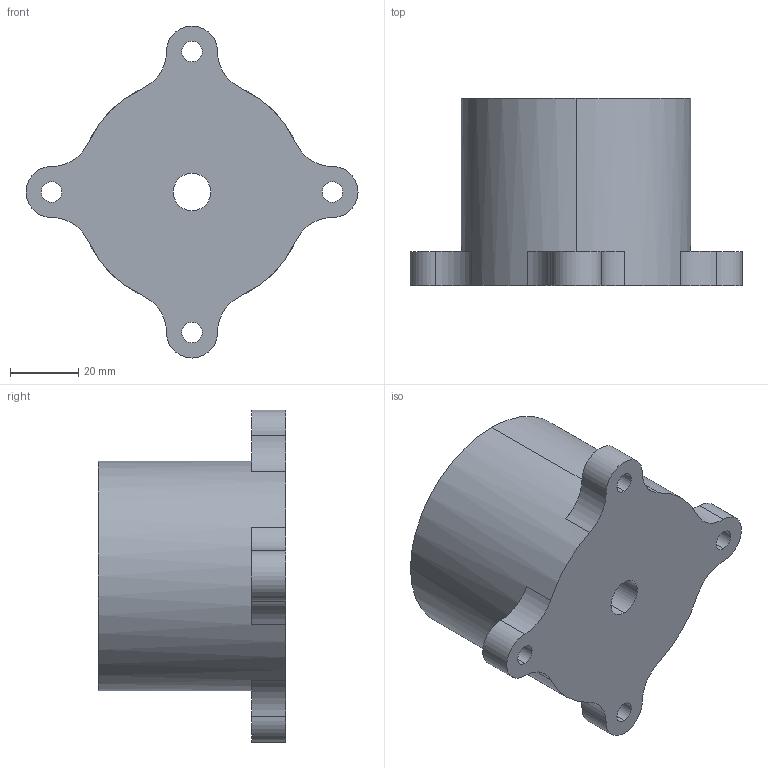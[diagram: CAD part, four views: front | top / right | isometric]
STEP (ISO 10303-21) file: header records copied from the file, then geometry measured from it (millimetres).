
FILE_DESCRIPTION (( 'STEP AP214' ), '1' );
FILE_NAME ('counterweight base.step', '2024-01-14T05:53:01', ( '' ), ( '' ), 'SwSTEP 2.0', 'SolidWorks 2022', '' );
FILE_SCHEMA (( 'AUTOMOTIVE_DESIGN' ));
Length unit declared in the file: millimetre
Products named in the file (1): counterweight base
Bounding box: 97.5 x 55 x 97.5 mm (x, y, z)
Volume: 85461.8 mm3; surface area: 35888.9 mm2
Topology: 1 solids, 1 shells, 37 faces, 99 edges, 66 vertices
Faces by surface type: cylinder 29, plane 8
Entity records: 1253 total; most frequent: DIRECTION 241, CARTESIAN_POINT 203, ORIENTED_EDGE 198, AXIS2_PLACEMENT_3D 104, EDGE_CURVE 99, VERTEX_POINT 66, CIRCLE 66, EDGE_LOOP 49
